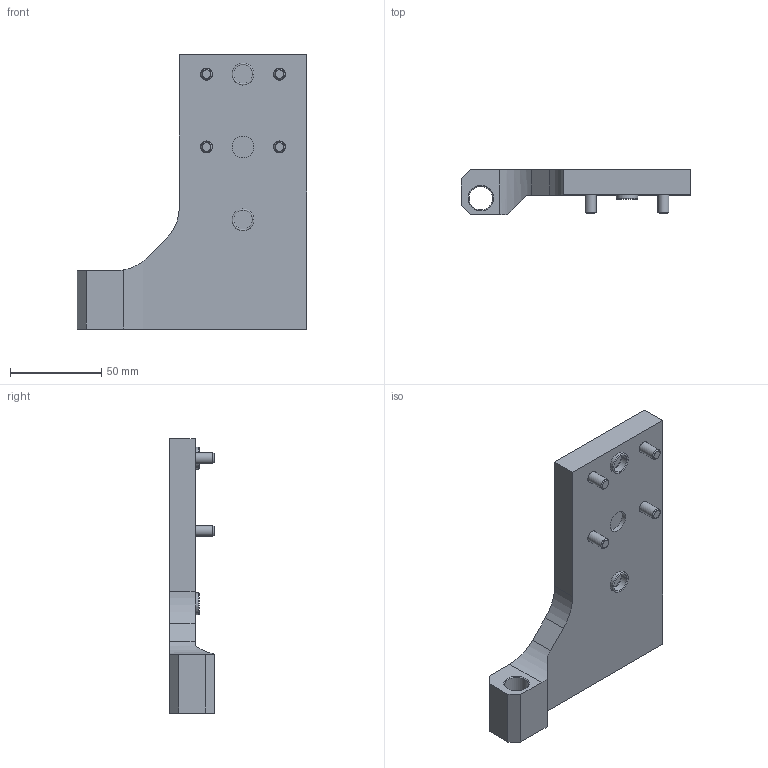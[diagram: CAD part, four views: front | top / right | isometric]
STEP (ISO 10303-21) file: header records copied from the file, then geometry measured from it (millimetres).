
FILE_DESCRIPTION(/* description */ ('STEP AP214'),/* implementation_level */ '2;1');
FILE_NAME(/* name */ '8159237_DADP-ES-G8-25',/* time_stamp */ '2024-08-12T11:45:22+02:00',/* author */ ('License CC BY-ND 4.0'),/* organization */ ('CADENAS'),/* preprocessor_version */ 'ST-DEVELOPER v19.3',/* originating_system */ 'PARTsolutions',/* authorisation */ ' ');
FILE_SCHEMA (('AUTOMOTIVE_DESIGN {1 0 10303 214 3 1 1}'));
Length unit declared in the file: millimetre
Products named in the file (4): 8159237 DADP-ES-G8-25; 8159237 DADP-ES-G8-25---(p); ISO 14579 M6x18(F); 8137185 ZBH-12-B
Assembly tree (7 placements, depth 2):
  8159237 DADP-ES-G8-25
    8159237 DADP-ES-G8-25---(p)
    ISO 14579 M6x18(F)  x4
    8137185 ZBH-12-B  x2
Bounding box: 126 x 24.6 x 150.5 mm (x, y, z)
Volume: 182280.6 mm3; surface area: 39886.2 mm2
Topology: 7 solids, 7 shells, 168 faces, 379 edges, 236 vertices
Faces by surface type: cylinder 74, cone 42, plane 36, torus 16
Full cylindrical faces by diameter (mm): 6 x4, 6.6 x4, 10 x4, 11 x4, 12 x3, 12.917 x1
Entity records: 2076 total; most frequent: CARTESIAN_POINT 452, DIRECTION 313, ORIENTED_EDGE 270, EDGE_CURVE 135, AXIS2_PLACEMENT_3D 132, FACE_BOUND 114, EDGE_LOOP 113, VERTEX_POINT 101
